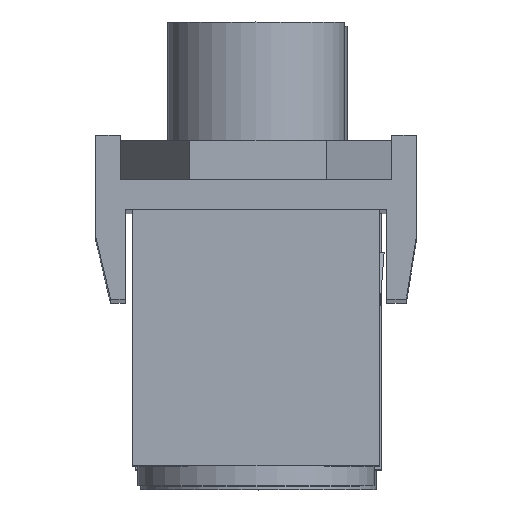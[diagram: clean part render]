
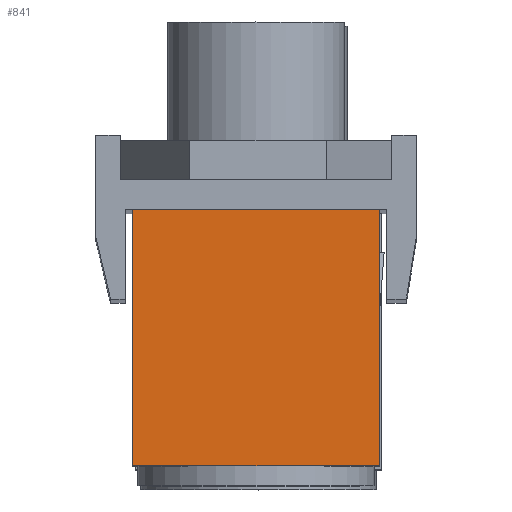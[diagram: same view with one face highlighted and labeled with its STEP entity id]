
A CAD part, top view. The second image highlights one B-rep face of the part: STEP entity #841.
In plain terms, the highlighted face is planar.
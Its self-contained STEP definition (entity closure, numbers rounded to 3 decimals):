
#841 = ADVANCED_FACE( '', ( #1659 ), #1660, .F. );
#1659 = FACE_OUTER_BOUND( '', #2515, .T. );
#1660 = PLANE( '', #2516 );
#2515 = EDGE_LOOP( '', ( #4018, #4019, #4020, #4021 ) );
#2516 = AXIS2_PLACEMENT_3D( '', #4022, #4023, #4024 );
#4018 = ORIENTED_EDGE( '', *, *, #5212, .T. );
#4019 = ORIENTED_EDGE( '', *, *, #5182, .F. );
#4020 = ORIENTED_EDGE( '', *, *, #4883, .F. );
#4021 = ORIENTED_EDGE( '', *, *, #5102, .T. );
#4022 = CARTESIAN_POINT( '', ( 0., 0., 26. ) );
#4023 = DIRECTION( '', ( 0., 1., 0. ) );
#4024 = DIRECTION( '', ( 0., 0., 1. ) );
#4883 = EDGE_CURVE( '', #5675, #5677, #5678, .T. );
#5102 = EDGE_CURVE( '', #5675, #6049, #6051, .T. );
#5182 = EDGE_CURVE( '', #5677, #6165, #6167, .T. );
#5212 = EDGE_CURVE( '', #6049, #6165, #6200, .T. );
#5675 = VERTEX_POINT( '', #6750 );
#5677 = VERTEX_POINT( '', #6753 );
#5678 = LINE( '', #6754, #6755 );
#6049 = VERTEX_POINT( '', #7239 );
#6051 = LINE( '', #7242, #7243 );
#6165 = VERTEX_POINT( '', #7395 );
#6167 = LINE( '', #7398, #7399 );
#6200 = LINE( '', #7432, #7433 );
#6750 = CARTESIAN_POINT( '', ( 0., 0., 26. ) );
#6753 = CARTESIAN_POINT( '', ( 25., 0., 26. ) );
#6754 = CARTESIAN_POINT( '', ( 0., 0., 26. ) );
#6755 = VECTOR( '', #8114, 1000. );
#7239 = CARTESIAN_POINT( '', ( 0., 0., 0. ) );
#7242 = CARTESIAN_POINT( '', ( 0., 0., 26. ) );
#7243 = VECTOR( '', #8507, 1000. );
#7395 = CARTESIAN_POINT( '', ( 25., 0., 0. ) );
#7398 = CARTESIAN_POINT( '', ( 25., 0., 26. ) );
#7399 = VECTOR( '', #8606, 1000. );
#7432 = CARTESIAN_POINT( '', ( 0., 0., 0. ) );
#7433 = VECTOR( '', #8649, 1000. );
#8114 = DIRECTION( '', ( 1., 0., 0. ) );
#8507 = DIRECTION( '', ( 0., 0., -1. ) );
#8606 = DIRECTION( '', ( 0., 0., -1. ) );
#8649 = DIRECTION( '', ( 1., 0., 0. ) );
